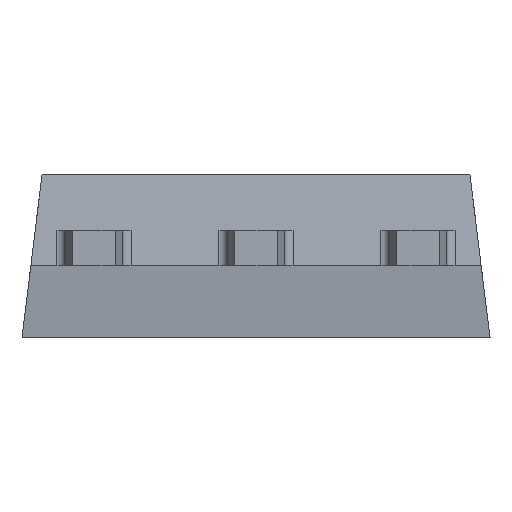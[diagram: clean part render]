
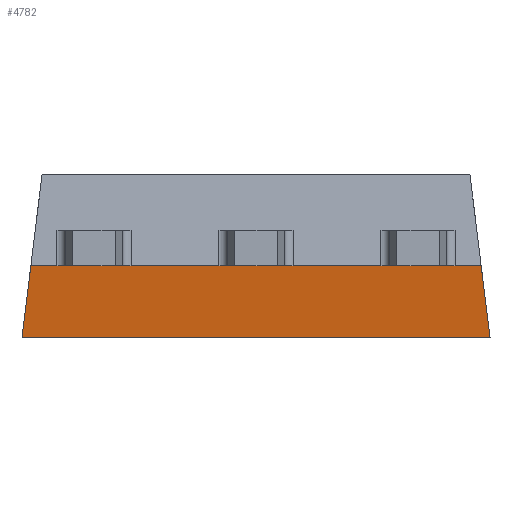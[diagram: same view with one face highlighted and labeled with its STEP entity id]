
A CAD part, front view. The second image highlights one B-rep face of the part: STEP entity #4782.
In plain terms, the highlighted planar face has unit normal (0, -0.993, -0.122).
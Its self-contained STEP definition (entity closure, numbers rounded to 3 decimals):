
#78=LINE($,#7337,#505);
#80=LINE($,#7341,#507);
#91=LINE($,#7366,#518);
#94=LINE($,#7370,#521);
#505=VECTOR($,#5712,1.035);
#507=VECTOR($,#5716,6.6);
#518=VECTOR($,#5733,1.035);
#521=VECTOR($,#5738,6.35);
#935=PLANE($,#5104);
#1066=FACE_OUTER_BOUND($,#1340,.T.);
#1340=EDGE_LOOP($,(#3194,#3195,#3196,#3197));
#1937=VERTEX_POINT($,#7334);
#1938=VERTEX_POINT($,#7336);
#1939=VERTEX_POINT($,#7340);
#1950=VERTEX_POINT($,#7365);
#2430=EDGE_CURVE($,#1937,#1938,#78,.T.);
#2432=EDGE_CURVE($,#1939,#1938,#80,.T.);
#2445=EDGE_CURVE($,#1939,#1950,#91,.T.);
#2448=EDGE_CURVE($,#1950,#1937,#94,.T.);
#3194=ORIENTED_EDGE($,*,*,#2445,.F.);
#3195=ORIENTED_EDGE($,*,*,#2432,.T.);
#3196=ORIENTED_EDGE($,*,*,#2430,.F.);
#3197=ORIENTED_EDGE($,*,*,#2448,.F.);
#4782=ADVANCED_FACE($,(#1066),#935,.T.);
#5104=AXIS2_PLACEMENT_3D($,#7371,#5739,#5740);
#5712=DIRECTION($,(0.121,0.121,-0.985));
#5716=DIRECTION($,(1.,0.,0.));
#5733=DIRECTION($,(0.121,-0.121,0.985));
#5738=DIRECTION($,(1.,0.,0.));
#5739=DIRECTION('center_axis',(0.,-0.993,-0.122));
#5740=DIRECTION('ref_axis',(0.,0.122,-0.993));
#7334=CARTESIAN_POINT('',(3.175,-3.05,1.02));
#7336=CARTESIAN_POINT('',(3.3,-2.925,0.));
#7337=CARTESIAN_POINT($,(3.215,-3.009,0.689));
#7340=CARTESIAN_POINT('',(-3.3,-2.925,0.));
#7341=CARTESIAN_POINT($,(0.,-2.925,0.));
#7365=CARTESIAN_POINT('',(-3.175,-3.05,1.02));
#7366=CARTESIAN_POINT($,(-3.215,-3.009,0.689));
#7370=CARTESIAN_POINT($,(0.,-3.05,1.02));
#7371=CARTESIAN_POINT('Origin',(0.,-3.05,1.02));
